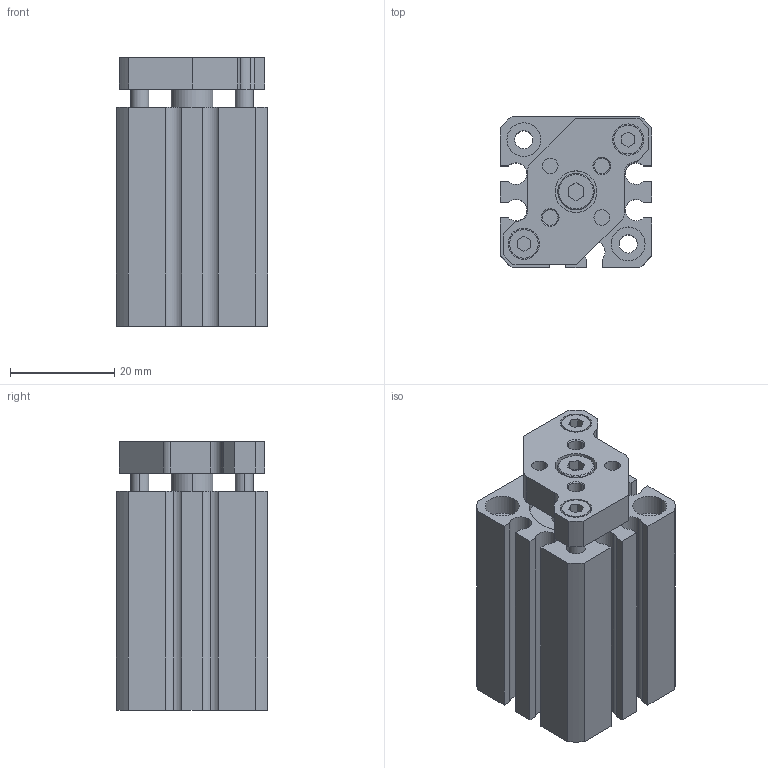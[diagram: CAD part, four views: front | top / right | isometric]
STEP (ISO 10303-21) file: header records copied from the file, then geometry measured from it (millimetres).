
FILE_DESCRIPTION(('STEP AP214'),'1');
FILE_NAME('CA.11.17.004.stp','2017-05-12T11:56:36',(' '),(' '),'Spatial InterOp 3D',' ',' ');
FILE_SCHEMA(('automotive_design'));
Length unit declared in the file: millimetre
Products named in the file (3): CDQMB16-20.step_CQM_ROD_16; CDQMB16-20.step_CQM_TUBE_16B
Assembly tree (2 placements, depth 2):
  (unnamed)
    CDQMB16-20.step_CQM_ROD_16
    CDQMB16-20.step_CQM_TUBE_16B
Bounding box: 29 x 29 x 51.5 mm (x, y, z)
Volume: 27935.4 mm3; surface area: 17227.2 mm2
Topology: 2 solids, 2 shells, 176 faces, 441 edges, 289 vertices
Faces by surface type: cylinder 86, plane 78, cone 12
Entity records: 6863 total; most frequent: DIRECTION 975, CARTESIAN_POINT 972, ORIENTED_EDGE 878, EDGE_CURVE 439, AXIS2_PLACEMENT_3D 361, VERTEX_POINT 289, LINE 253, VECTOR 253
